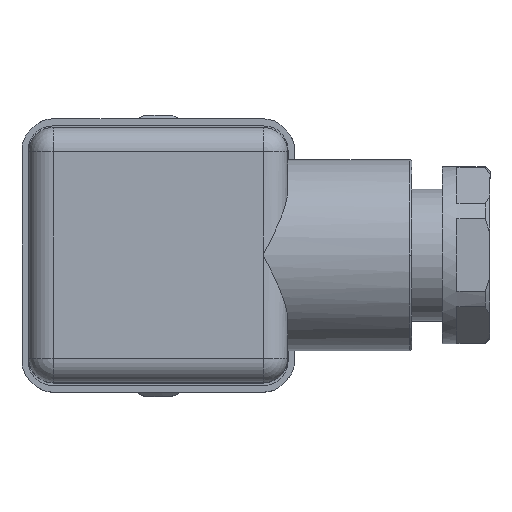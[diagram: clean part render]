
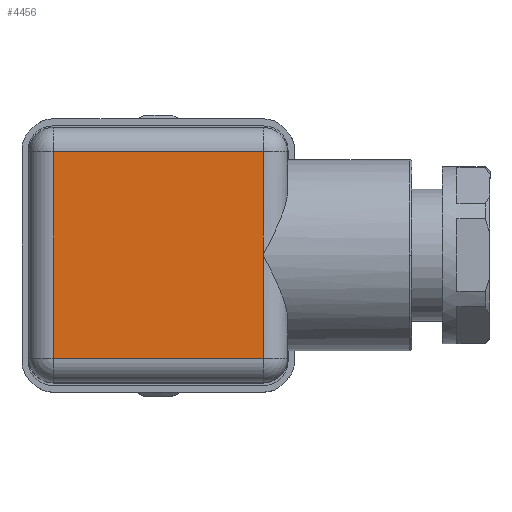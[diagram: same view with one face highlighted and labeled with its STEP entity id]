
A CAD part, top view. The second image highlights one B-rep face of the part: STEP entity #4456.
In plain terms, the highlighted planar face has unit normal (0, 0, 1).
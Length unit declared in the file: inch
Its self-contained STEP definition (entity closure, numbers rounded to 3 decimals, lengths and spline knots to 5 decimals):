
#4000=CARTESIAN_POINT('',(0.,-0.433,0.5115));
#4001=VERTEX_POINT('',#4000);
#4068=CARTESIAN_POINT('',(0.4255,-0.433,0.5115));
#4069=VERTEX_POINT('',#4068);
#4077=CARTESIAN_POINT('',(0.4255,-0.433,0.5115));
#4078=DIRECTION('',(-1.0,0.0,0.0));
#4079=VECTOR('',#4078,0.4255);
#4080=LINE('',#4077,#4079);
#4081=EDGE_CURVE('',#4069,#4001,#4080,.T.);
#4124=CARTESIAN_POINT('',(-0.4255,-0.433,0.5115));
#4125=VERTEX_POINT('',#4124);
#4207=CARTESIAN_POINT('',(-0.4255,0.433,0.5115));
#4208=VERTEX_POINT('',#4207);
#4281=CARTESIAN_POINT('',(0.4255,0.433,0.5115));
#4282=VERTEX_POINT('',#4281);
#4382=CARTESIAN_POINT('',(-0.4255,-0.433,0.5115));
#4383=DIRECTION('',(0.0,1.0,0.0));
#4384=VECTOR('',#4383,0.866);
#4385=LINE('',#4382,#4384);
#4386=EDGE_CURVE('',#4125,#4208,#4385,.T.);
#4399=CARTESIAN_POINT('',(-0.4255,0.433,0.5115));
#4400=DIRECTION('',(1.0,0.0,0.0));
#4401=VECTOR('',#4400,0.851);
#4402=LINE('',#4399,#4401);
#4403=EDGE_CURVE('',#4208,#4282,#4402,.T.);
#4416=CARTESIAN_POINT('',(0.,-0.433,0.5115));
#4417=DIRECTION('',(-1.0,0.0,0.0));
#4418=VECTOR('',#4417,0.4255);
#4419=LINE('',#4416,#4418);
#4420=EDGE_CURVE('',#4001,#4125,#4419,.T.);
#4433=CARTESIAN_POINT('',(0.4255,0.433,0.5115));
#4434=DIRECTION('',(0.0,-1.0,0.0));
#4435=VECTOR('',#4434,0.866);
#4436=LINE('',#4433,#4435);
#4437=EDGE_CURVE('',#4282,#4069,#4436,.T.);
#4444=CARTESIAN_POINT('',(0.0,0.0,0.5115));
#4445=DIRECTION('',(0.0,0.0,1.0));
#4446=DIRECTION('',(1.0,0.0,0.0));
#4447=AXIS2_PLACEMENT_3D('',#4444,#4445,#4446);
#4448=PLANE('',#4447);
#4449=ORIENTED_EDGE('',*,*,#4386,.F.);
#4450=ORIENTED_EDGE('',*,*,#4420,.F.);
#4451=ORIENTED_EDGE('',*,*,#4081,.F.);
#4452=ORIENTED_EDGE('',*,*,#4437,.F.);
#4453=ORIENTED_EDGE('',*,*,#4403,.F.);
#4454=EDGE_LOOP('',(#4449,#4450,#4451,#4452,#4453));
#4455=FACE_OUTER_BOUND('',#4454,.T.);
#4456=ADVANCED_FACE('',(#4455),#4448,.T.);
